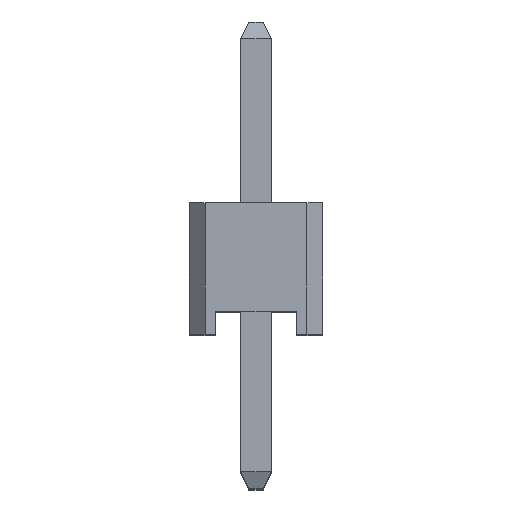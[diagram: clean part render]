
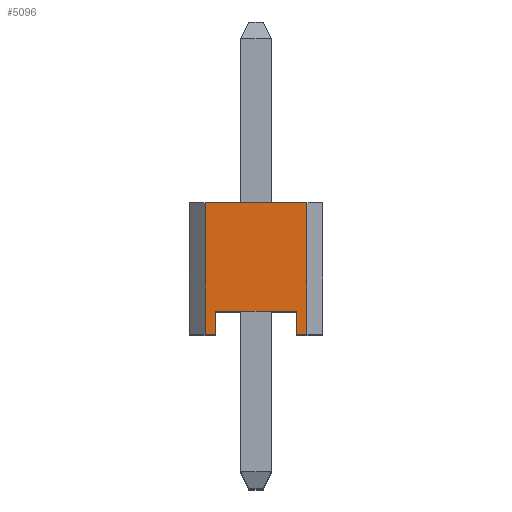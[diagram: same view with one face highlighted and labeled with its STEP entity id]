
A CAD part, top view. The second image highlights one B-rep face of the part: STEP entity #5096.
In plain terms, the highlighted planar face has unit normal (0, 0, 1).
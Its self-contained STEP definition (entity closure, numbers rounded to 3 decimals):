
#14 = DIRECTION ( 'NONE',  ( -1., 0., 0. ) ) ;
#16 = AXIS2_PLACEMENT_3D ( 'NONE', #7058, #3183, #6370 ) ;
#39 = LINE ( 'NONE', #1459, #7288 ) ;
#41 = VERTEX_POINT ( 'NONE', #651 ) ;
#243 = LINE ( 'NONE', #1073, #1858 ) ;
#452 = CARTESIAN_POINT ( 'NONE',  ( 0.3, 2.5, 12.7 ) ) ;
#550 = DIRECTION ( 'NONE',  ( 0., -1., 0. ) ) ;
#604 = LINE ( 'NONE', #8109, #5150 ) ;
#651 = CARTESIAN_POINT ( 'NONE',  ( 0.5, 0., 12.7 ) ) ;
#659 = CARTESIAN_POINT ( 'NONE',  ( 0.5, 0.44, 12.7 ) ) ;
#666 = CARTESIAN_POINT ( 'NONE',  ( 2.04, 0., 12.7 ) ) ;
#694 = EDGE_CURVE ( 'NONE', #4940, #1127, #8013, .T. ) ;
#726 = VERTEX_POINT ( 'NONE', #3278 ) ;
#1059 = PLANE ( 'NONE',  #16 ) ;
#1073 = CARTESIAN_POINT ( 'NONE',  ( 0.5, 0.44, 12.7 ) ) ;
#1127 = VERTEX_POINT ( 'NONE', #5718 ) ;
#1459 = CARTESIAN_POINT ( 'NONE',  ( 0.3, 0., 12.7 ) ) ;
#1545 = VERTEX_POINT ( 'NONE', #666 ) ;
#1588 = ORIENTED_EDGE ( 'NONE', *, *, #7712, .F. ) ;
#1858 = VECTOR ( 'NONE', #4346, 1000. ) ;
#1943 = CARTESIAN_POINT ( 'NONE',  ( 2.24, 2.5, 12.7 ) ) ;
#1983 = VECTOR ( 'NONE', #14, 1000. ) ;
#2033 = DIRECTION ( 'NONE',  ( 1., 0., 0. ) ) ;
#2117 = CARTESIAN_POINT ( 'NONE',  ( 0.3, 0., 12.7 ) ) ;
#2268 = CARTESIAN_POINT ( 'NONE',  ( 2.24, 0., 12.7 ) ) ;
#2344 = DIRECTION ( 'NONE',  ( 0., -1., 0. ) ) ;
#2373 = LINE ( 'NONE', #6362, #3984 ) ;
#2384 = VECTOR ( 'NONE', #2033, 1000. ) ;
#2820 = ORIENTED_EDGE ( 'NONE', *, *, #4301, .T. ) ;
#2844 = CARTESIAN_POINT ( 'NONE',  ( 2.04, 0.44, 12.7 ) ) ;
#2877 = ORIENTED_EDGE ( 'NONE', *, *, #8306, .F. ) ;
#3183 = DIRECTION ( 'NONE',  ( 0., 0., -1. ) ) ;
#3278 = CARTESIAN_POINT ( 'NONE',  ( 0.3, 2.5, 12.7 ) ) ;
#3474 = DIRECTION ( 'NONE',  ( 1., 0., 0. ) ) ;
#3613 = LINE ( 'NONE', #452, #4918 ) ;
#3748 = EDGE_CURVE ( 'NONE', #1545, #3968, #39, .T. ) ;
#3968 = VERTEX_POINT ( 'NONE', #2268 ) ;
#3984 = VECTOR ( 'NONE', #550, 1000. ) ;
#4301 = EDGE_CURVE ( 'NONE', #726, #6386, #2373, .T. ) ;
#4346 = DIRECTION ( 'NONE',  ( 0., -1., 0. ) ) ;
#4742 = ORIENTED_EDGE ( 'NONE', *, *, #6658, .T. ) ;
#4813 = LINE ( 'NONE', #4846, #6627 ) ;
#4846 = CARTESIAN_POINT ( 'NONE',  ( 2.24, 2.5, 12.7 ) ) ;
#4918 = VECTOR ( 'NONE', #7451, 1000. ) ;
#4940 = VERTEX_POINT ( 'NONE', #2844 ) ;
#5096 = ADVANCED_FACE ( 'NONE', ( #7947 ), #1059, .F. ) ;
#5115 = LINE ( 'NONE', #2117, #2384 ) ;
#5150 = VECTOR ( 'NONE', #6774, 1000. ) ;
#5718 = CARTESIAN_POINT ( 'NONE',  ( 0.5, 0.44, 12.7 ) ) ;
#5769 = CARTESIAN_POINT ( 'NONE',  ( 0.3, 0., 12.7 ) ) ;
#5900 = EDGE_LOOP ( 'NONE', ( #6216, #6192, #7380, #8201, #1588, #2820, #4742, #2877 ) ) ;
#6165 = EDGE_CURVE ( 'NONE', #6482, #3968, #4813, .T. ) ;
#6192 = ORIENTED_EDGE ( 'NONE', *, *, #7082, .T. ) ;
#6216 = ORIENTED_EDGE ( 'NONE', *, *, #694, .F. ) ;
#6362 = CARTESIAN_POINT ( 'NONE',  ( 0.3, 2.5, 12.7 ) ) ;
#6370 = DIRECTION ( 'NONE',  ( -1., 0., 0. ) ) ;
#6386 = VERTEX_POINT ( 'NONE', #5769 ) ;
#6482 = VERTEX_POINT ( 'NONE', #1943 ) ;
#6627 = VECTOR ( 'NONE', #2344, 1000. ) ;
#6658 = EDGE_CURVE ( 'NONE', #6386, #41, #5115, .T. ) ;
#6774 = DIRECTION ( 'NONE',  ( 0., -1., 0. ) ) ;
#7058 = CARTESIAN_POINT ( 'NONE',  ( 0.3, 2.5, 12.7 ) ) ;
#7082 = EDGE_CURVE ( 'NONE', #4940, #1545, #604, .T. ) ;
#7288 = VECTOR ( 'NONE', #3474, 1000. ) ;
#7380 = ORIENTED_EDGE ( 'NONE', *, *, #3748, .T. ) ;
#7451 = DIRECTION ( 'NONE',  ( 1., 0., 0. ) ) ;
#7712 = EDGE_CURVE ( 'NONE', #726, #6482, #3613, .T. ) ;
#7947 = FACE_OUTER_BOUND ( 'NONE', #5900, .T. ) ;
#8013 = LINE ( 'NONE', #659, #1983 ) ;
#8109 = CARTESIAN_POINT ( 'NONE',  ( 2.04, 0.44, 12.7 ) ) ;
#8201 = ORIENTED_EDGE ( 'NONE', *, *, #6165, .F. ) ;
#8306 = EDGE_CURVE ( 'NONE', #1127, #41, #243, .T. ) ;
